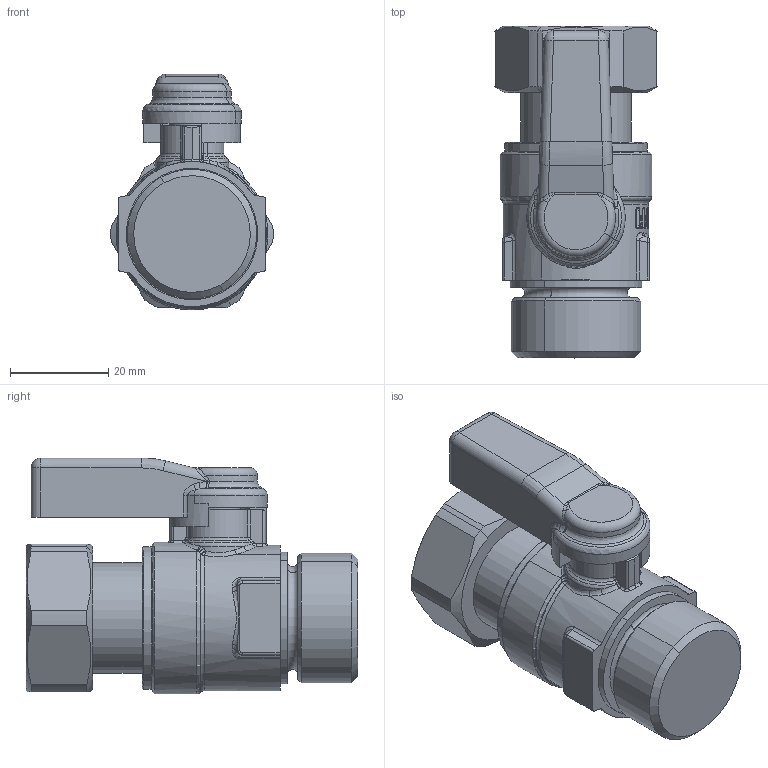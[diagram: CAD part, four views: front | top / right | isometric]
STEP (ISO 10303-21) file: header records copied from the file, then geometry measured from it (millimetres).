
FILE_DESCRIPTION(('CATIA V5 STEP Exchange','CAx-IF Rec.Pracs.--- Model Styling and Organization---1.5--- 2016-08-15','CAx-IF Rec.Pracs.---Supplemental Geometry---1.0---2011-11-01','CAx-IF Rec.Pracs.--- Composite Materials ---3.4---2017-06-13','CAx-IF Rec.Pracs.---Tessellated 3D Geometry---1.0---2015-12-17'),'2;1');
FILE_NAME('STEP_650001_-_TST.stp','2025-11-18T14:58:28+00:00',('none'),('none'),'CATIA Version 5-6 Release 2020 SP5','CATIA V5 STEP AP242 v2','none');
FILE_SCHEMA(('AP242_MANAGED_MODEL_BASED_3D_ENGINEERING_MIM_LF {1 0 10303 442 1 1 4}'));
Products named in the file (1): 650001 - TST
Bounding box: 32.98 x 67.4 x 47.92 mm (x, y, z)
Volume: 48240.7 mm3; surface area: 12330 mm2
Topology: 1 solids, 1 shells, 674 faces, 1588 edges, 903 vertices
Faces by surface type: bspline 374, cylinder 150, plane 76, cone 26, torus 26, sphere 22
Entity records: 40910 total; most frequent: CARTESIAN_POINT 29139, ORIENTED_EDGE 3116, EDGE_CURVE 1558, DIRECTION 1081, B_SPLINE_CURVE_WITH_KNOTS 959, VERTEX_POINT 903, EDGE_LOOP 691, ADVANCED_FACE 674
